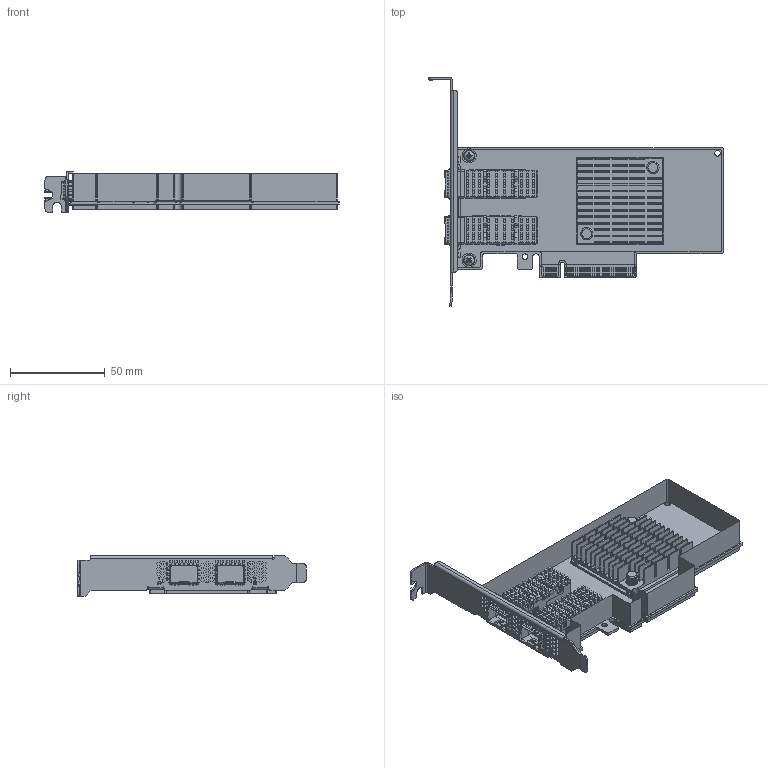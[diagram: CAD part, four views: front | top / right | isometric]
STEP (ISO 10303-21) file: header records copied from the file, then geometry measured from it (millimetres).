
FILE_DESCRIPTION(/* description */ ('STRATUS LX DOTAN SFP PCB X8 '),/* implementation_level */ '2;1');
FILE_NAME(/* name */ 'MCX4121A-XCAT_A200.stp',/* time_stamp */ '2015-10-18T15:46:16+03:00',/* author */ ('yossin'),/* organization */ (''),/* preprocessor_version */ 'ST-DEVELOPER v16.1',/* originating_system */ 'Autodesk Inventor 2016',/* authorisation */ '');
FILE_SCHEMA (('AUTOMOTIVE_DESIGN { 1 0 10303 214 3 1 1 }'));
Products named in the file (17): PCB001141; CON001186; HOL000058; LED000040; CON000096; CAP000117; CON000901; SFG001604; HSK000133; MEC005242; MEC005242_Conical_Sping_Closed_state; MEC005242_1; MEC010641; 303252022; #137172; SCR000104; SFG001604-DRW
Assembly tree (25 placements, depth 3):
  SFG001604-DRW
    SFG001604
      PCB001141
      CON001186  x2
      HOL000058  x2
      LED000040  x2
      CON000096
      CAP000117  x4
      CON000901  x2
    HSK000133
    MEC005242_1  x2
      MEC005242
      MEC005242_Conical_Sping_Closed_state
    MEC010641
    SCR000104  x2
      303252022
      #137172
Bounding box: 155.76 x 121.05 x 21.59 mm (x, y, z)
Volume: 27782.2 mm3; surface area: 63425.4 mm2
Topology: 27 solids, 33 shells, 5955 faces, 17411 edges, 11741 vertices
Faces by surface type: plane 4704, cylinder 1030, bspline 133, cone 44, torus 34, sphere 10
Full cylindrical faces by diameter (mm): 0.85 x2, 1.55 x4, 2.3 x2, 2.8 x2, 2.845 x2, 3 x6, 3.05 x2, 3.2 x2, 4 x2, 5.563 x2, 6 x2, 6.2 x2, 6.5 x4, 7.5 x2, 10 x2
Entity records: 137282 total; most frequent: CARTESIAN_POINT 27963, ORIENTED_EDGE 23176, DIRECTION 20950, EDGE_CURVE 11662, LINE 9942, VECTOR 9942, VERTEX_POINT 7746, AXIS2_PLACEMENT_3D 5504
